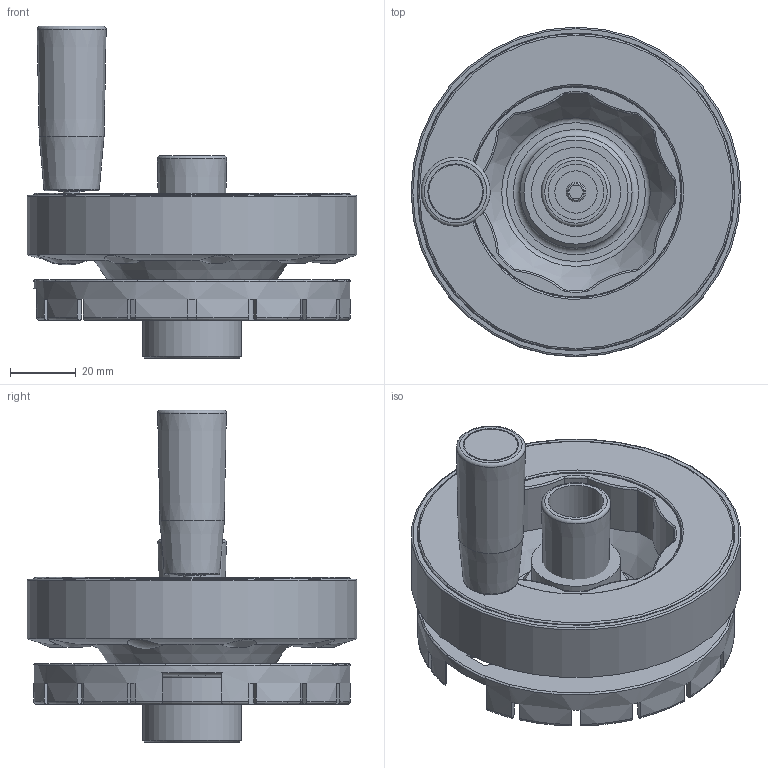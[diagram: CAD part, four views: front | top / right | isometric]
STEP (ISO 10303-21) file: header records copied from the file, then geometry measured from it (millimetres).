
FILE_DESCRIPTION( ( 'Unknown' ), '1' );
FILE_NAME( '6369005_PDA100-MEP.stp', 'Unknown', ( 'Unknown' ), ( 'Unknown' ), 'XStep 1.0', 'Unknown', ' ' );
FILE_SCHEMA( ( 'CONFIG_CONTROL_DESIGN' ) );
Length unit declared in the file: millimetre
Products named in the file (9): Assem1; 6369005; 1839505; 1801156; 1831159; 1833052; Impugnatura per MEP21x50; 1839400; 1831033
Bounding box: 100 x 100 x 100.67 mm (x, y, z)
Volume: 182933.9 mm3; surface area: 149532.7 mm2
Topology: 16 solids, 16 shells, 1090 faces, 2834 edges, 1836 vertices
Faces by surface type: plane 550, cylinder 352, torus 128, cone 42, bspline 16, revolution 2
Full cylindrical faces by diameter (mm): 3 x14, 3.261 x2, 4 x2, 4.8 x2, 5 x4, 5.1 x2, 6 x4, 8 x2, 8.124 x2, 8.2 x4, 9 x4, 9.457 x2, 10.2 x2, 12.841 x2, 12.85 x2, 16.7 x2, 16.837 x2, 25 x2, 27 x4, 30 x2, 32 x4, 34 x2, 36.15 x2, 96 x2, 96.4 x2, 100 x2
Entity records: 19040 total; most frequent: CARTESIAN_POINT 5661, DIRECTION 2697, ORIENTED_EDGE 2676, EDGE_CURVE 1338, AXIS2_PLACEMENT_3D 1077, VERTEX_POINT 902, EDGE_LOOP 655, FACE_OUTER_BOUND 588
